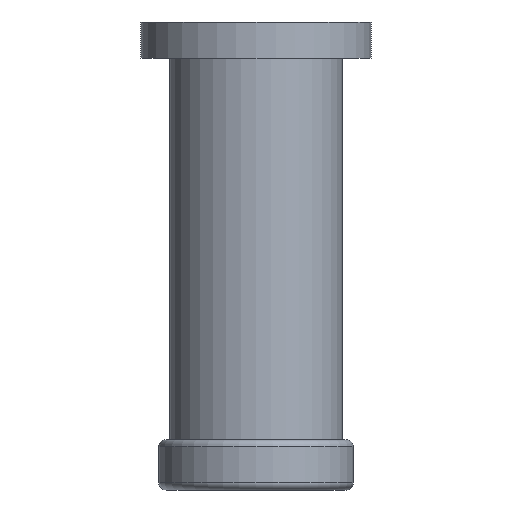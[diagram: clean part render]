
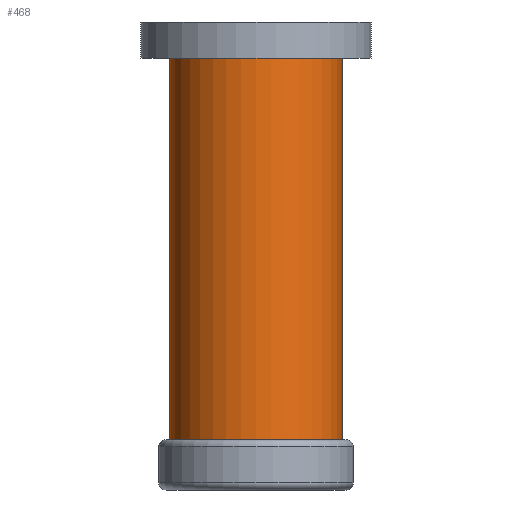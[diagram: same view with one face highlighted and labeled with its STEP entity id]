
A CAD part, front view. The second image highlights one B-rep face of the part: STEP entity #468.
In plain terms, the highlighted cylindrical face has radius 12 mm (diameter 24 mm), a full revolution.
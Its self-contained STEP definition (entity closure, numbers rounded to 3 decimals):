
#54=FACE_OUTER_BOUND('',#85,.T.);
#85=EDGE_LOOP('',(#368,#369,#370,#371));
#120=CIRCLE('',#521,12.);
#122=CIRCLE('',#525,12.);
#175=LINE('',#897,#194);
#194=VECTOR('',#601,12.);
#230=VERTEX_POINT('',#889);
#232=VERTEX_POINT('',#896);
#282=EDGE_CURVE('',#230,#230,#120,.T.);
#285=EDGE_CURVE('',#230,#232,#175,.T.);
#286=EDGE_CURVE('',#232,#232,#122,.T.);
#368=ORIENTED_EDGE('',*,*,#282,.T.);
#369=ORIENTED_EDGE('',*,*,#285,.T.);
#370=ORIENTED_EDGE('',*,*,#286,.F.);
#371=ORIENTED_EDGE('',*,*,#285,.F.);
#458=CYLINDRICAL_SURFACE('',#524,12.);
#468=ADVANCED_FACE('',(#54),#458,.T.);
#521=AXIS2_PLACEMENT_3D('',#890,#592,#593);
#524=AXIS2_PLACEMENT_3D('',#895,#599,#600);
#525=AXIS2_PLACEMENT_3D('',#898,#602,#603);
#592=DIRECTION('center_axis',(0.,0.,1.));
#593=DIRECTION('ref_axis',(1.,0.,0.));
#599=DIRECTION('center_axis',(0.,0.,-1.));
#600=DIRECTION('ref_axis',(1.,0.,0.));
#601=DIRECTION('',(0.,0.,1.));
#602=DIRECTION('center_axis',(0.,0.,1.));
#603=DIRECTION('ref_axis',(1.,0.,0.));
#889=CARTESIAN_POINT('',(-12.,0.,-53.));
#890=CARTESIAN_POINT('Origin',(0.,0.,
-53.));
#895=CARTESIAN_POINT('Origin',(0.,0.,
0.));
#896=CARTESIAN_POINT('',(-12.,0.,0.));
#897=CARTESIAN_POINT('',(-12.,0.,0.));
#898=CARTESIAN_POINT('Origin',(0.,0.,
0.));
